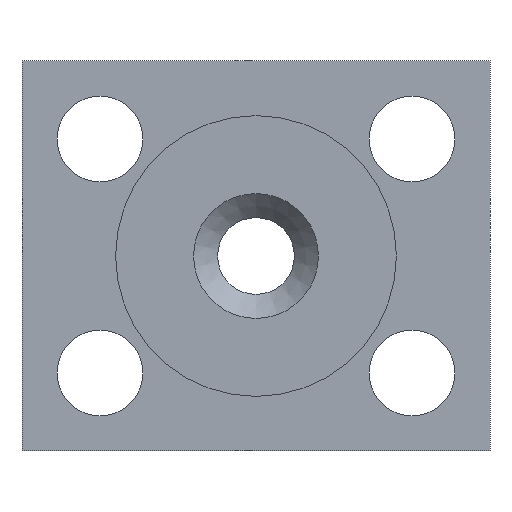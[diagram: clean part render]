
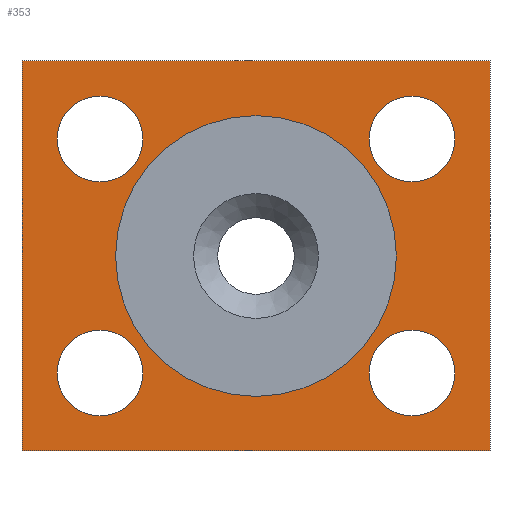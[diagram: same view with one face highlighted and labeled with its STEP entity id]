
A CAD part, front view. The second image highlights one B-rep face of the part: STEP entity #353.
In plain terms, the highlighted planar face has unit normal (0, -1, 0).
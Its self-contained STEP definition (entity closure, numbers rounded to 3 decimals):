
#36=LINE('',#551,#56);
#40=LINE('',#560,#60);
#43=LINE('',#566,#63);
#46=LINE('',#592,#66);
#56=VECTOR('',#445,1000.);
#60=VECTOR('',#451,1000.);
#63=VECTOR('',#456,1000.);
#66=VECTOR('',#485,1000.);
#117=ORIENTED_EDGE('',*,*,#182,.F.);
#118=ORIENTED_EDGE('',*,*,#179,.T.);
#119=ORIENTED_EDGE('',*,*,#177,.T.);
#120=ORIENTED_EDGE('',*,*,#175,.T.);
#121=ORIENTED_EDGE('',*,*,#173,.T.);
#122=ORIENTED_EDGE('',*,*,#162,.F.);
#123=ORIENTED_EDGE('',*,*,#180,.F.);
#124=ORIENTED_EDGE('',*,*,#169,.F.);
#125=ORIENTED_EDGE('',*,*,#166,.F.);
#162=EDGE_CURVE('',#200,#201,#36,.T.);
#166=EDGE_CURVE('',#201,#204,#40,.T.);
#169=EDGE_CURVE('',#204,#206,#43,.T.);
#173=EDGE_CURVE('',#209,#209,#229,.T.);
#175=EDGE_CURVE('',#211,#211,#231,.T.);
#177=EDGE_CURVE('',#213,#213,#233,.T.);
#179=EDGE_CURVE('',#215,#215,#235,.T.);
#180=EDGE_CURVE('',#206,#200,#46,.T.);
#182=EDGE_CURVE('',#216,#216,#236,.F.);
#200=VERTEX_POINT('',#552);
#201=VERTEX_POINT('',#553);
#204=VERTEX_POINT('',#561);
#206=VERTEX_POINT('',#567);
#209=VERTEX_POINT('',#575);
#211=VERTEX_POINT('',#580);
#213=VERTEX_POINT('',#585);
#215=VERTEX_POINT('',#590);
#216=VERTEX_POINT('',#597);
#229=CIRCLE('',#390,2.75);
#231=CIRCLE('',#393,2.75);
#233=CIRCLE('',#396,2.75);
#235=CIRCLE('',#399,2.75);
#236=CIRCLE('',#403,9.);
#264=EDGE_LOOP('',(#117));
#265=EDGE_LOOP('',(#118));
#266=EDGE_LOOP('',(#119));
#267=EDGE_LOOP('',(#120));
#268=EDGE_LOOP('',(#121));
#269=EDGE_LOOP('',(#122,#123,#124,#125));
#308=FACE_BOUND('',#264,.T.);
#309=FACE_BOUND('',#265,.T.);
#310=FACE_BOUND('',#266,.T.);
#311=FACE_BOUND('',#267,.T.);
#312=FACE_BOUND('',#268,.T.);
#313=FACE_BOUND('',#269,.T.);
#336=PLANE('',#402);
#353=ADVANCED_FACE('',(#308,#309,#310,#311,#312,#313),#336,.F.);
#390=AXIS2_PLACEMENT_3D('',#574,#463,#464);
#393=AXIS2_PLACEMENT_3D('',#579,#469,#470);
#396=AXIS2_PLACEMENT_3D('',#584,#475,#476);
#399=AXIS2_PLACEMENT_3D('',#589,#481,#482);
#402=AXIS2_PLACEMENT_3D('',#595,#489,#490);
#403=AXIS2_PLACEMENT_3D('',#596,#491,#492);
#445=DIRECTION('',(0.,0.,1.));
#451=DIRECTION('',(1.,0.,0.));
#456=DIRECTION('',(0.,0.,-1.));
#463=DIRECTION('',(0.,1.,0.));
#464=DIRECTION('',(1.,0.,0.));
#469=DIRECTION('',(0.,1.,0.));
#470=DIRECTION('',(1.,0.,0.));
#475=DIRECTION('',(0.,1.,0.));
#476=DIRECTION('',(1.,0.,0.));
#481=DIRECTION('',(0.,1.,0.));
#482=DIRECTION('',(1.,0.,0.));
#485=DIRECTION('',(-1.,0.,0.));
#489=DIRECTION('',(0.,1.,0.));
#490=DIRECTION('',(0.,0.,1.));
#491=DIRECTION('',(0.,1.,0.));
#492=DIRECTION('',(0.,0.,1.));
#551=CARTESIAN_POINT('',(-15.,0.,-12.5));
#552=CARTESIAN_POINT('',(-15.,0.,-12.5));
#553=CARTESIAN_POINT('',(-15.,0.,12.5));
#560=CARTESIAN_POINT('',(-15.,0.,12.5));
#561=CARTESIAN_POINT('',(15.,0.,12.5));
#566=CARTESIAN_POINT('',(15.,0.,12.5));
#567=CARTESIAN_POINT('',(15.,0.,-12.5));
#574=CARTESIAN_POINT('',(10.,0.,-7.5));
#575=CARTESIAN_POINT('',(12.75,0.,-7.5));
#579=CARTESIAN_POINT('',(10.,0.,7.5));
#580=CARTESIAN_POINT('',(12.75,0.,7.5));
#584=CARTESIAN_POINT('',(-10.,0.,-7.5));
#585=CARTESIAN_POINT('',(-7.25,0.,-7.5));
#589=CARTESIAN_POINT('',(-10.,0.,7.5));
#590=CARTESIAN_POINT('',(-7.25,0.,7.5));
#592=CARTESIAN_POINT('',(15.,0.,-12.5));
#595=CARTESIAN_POINT('',(0.,0.,0.));
#596=CARTESIAN_POINT('',(0.,0.,0.));
#597=CARTESIAN_POINT('',(0.,0.,9.));
